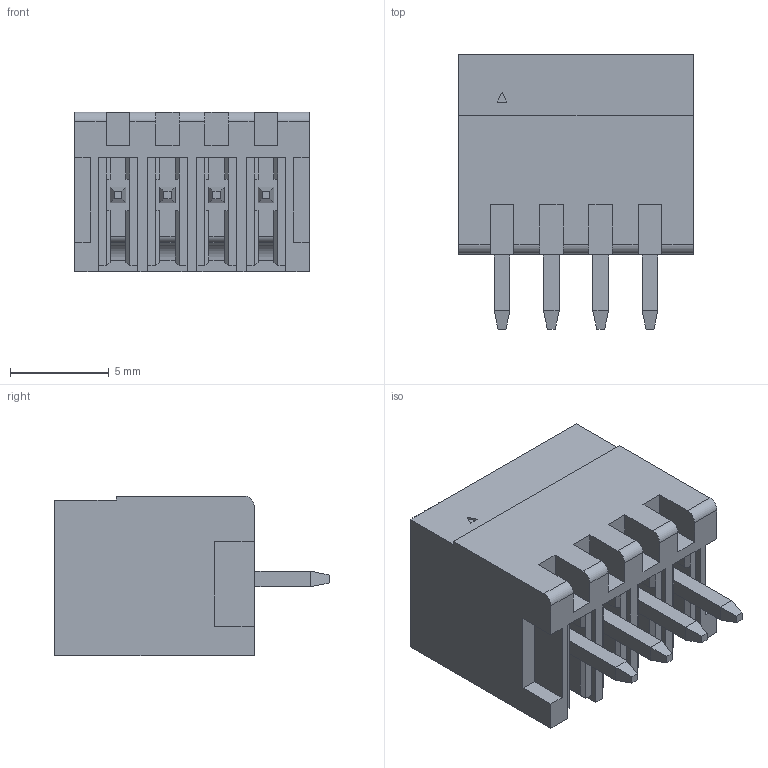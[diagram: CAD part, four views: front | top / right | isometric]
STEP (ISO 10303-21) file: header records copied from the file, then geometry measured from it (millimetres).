
FILE_DESCRIPTION (( 'STEP AP214' ), '1' );
FILE_NAME ('15EDGVC-2.5-04P-14-00AH.STEP', '2021-01-23T21:24:22', ( '' ), ( '' ), 'SwSTEP 2.0', 'SolidWorks 2020', '' );
FILE_SCHEMA (( 'AUTOMOTIVE_DESIGN' ));
Length unit declared in the file: millimetre
Products named in the file (1): 15EDGVC-2.5-04P-14-00AH
Bounding box: 11.9 x 13.9 x 8.1 mm (x, y, z)
Volume: 528.4 mm3; surface area: 1247.9 mm2
Topology: 1 solids, 1 shells, 636 faces, 1701 edges, 1104 vertices
Faces by surface type: plane 495, bspline 112, cylinder 21, torus 8
Entity records: 29199 total; most frequent: CARTESIAN_POINT 10378, ORIENTED_EDGE 3402, DIRECTION 2617, EDGE_CURVE 1701, VECTOR 1387, LINE 1387, VERTEX_POINT 1104, EDGE_LOOP 677
